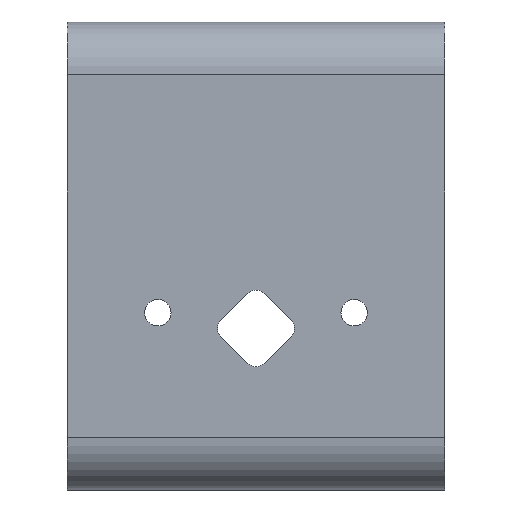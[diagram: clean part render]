
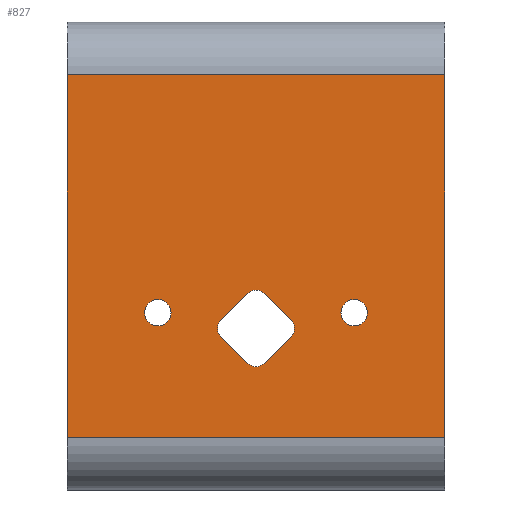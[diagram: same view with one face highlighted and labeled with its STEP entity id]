
A CAD part, front view. The second image highlights one B-rep face of the part: STEP entity #827.
In plain terms, the highlighted planar face has unit normal (0, -1, 0).
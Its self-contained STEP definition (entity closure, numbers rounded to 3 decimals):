
#11 = EDGE_CURVE ( 'NONE', #1013, #108, #91, .T. ) ;
#12 = CARTESIAN_POINT ( 'NONE',  ( 2.439, 77.67, 8.561 ) ) ;
#15 = DIRECTION ( 'NONE',  ( -1., 0., 0. ) ) ;
#17 = FACE_BOUND ( 'NONE', #215, .T. ) ;
#19 = CARTESIAN_POINT ( 'NONE',  ( -1.061, 77.67, -4.232 ) ) ;
#20 = ORIENTED_EDGE ( 'NONE', *, *, #845, .T. ) ;
#28 = EDGE_CURVE ( 'NONE', #259, #784, #1010, .T. ) ;
#34 = VERTEX_POINT ( 'NONE', #935 ) ;
#44 = CARTESIAN_POINT ( 'NONE',  ( -13., 77.67, 2.5 ) ) ;
#63 = LINE ( 'NONE', #709, #883 ) ;
#75 = CARTESIAN_POINT ( 'NONE',  ( -1.061, 77.67, 5.061 ) ) ;
#79 = CARTESIAN_POINT ( 'NONE',  ( 13., 77.67, 2.5 ) ) ;
#87 = CARTESIAN_POINT ( 'NONE',  ( -25., 77.67, -14. ) ) ;
#91 = CIRCLE ( 'NONE', #865, 1.75 ) ;
#102 = PLANE ( 'NONE',  #511 ) ;
#106 = DIRECTION ( 'NONE',  ( 0., 0., 1. ) ) ;
#108 = VERTEX_POINT ( 'NONE', #373 ) ;
#109 = DIRECTION ( 'NONE',  ( -0.707, 0., 0.707 ) ) ;
#116 = DIRECTION ( 'NONE',  ( 0., 0., 1. ) ) ;
#121 = DIRECTION ( 'NONE',  ( 0., 0., -1. ) ) ;
#127 = AXIS2_PLACEMENT_3D ( 'NONE', #470, #172, #803 ) ;
#129 = CIRCLE ( 'NONE', #227, 1.5 ) ;
#140 = ORIENTED_EDGE ( 'NONE', *, *, #28, .T. ) ;
#152 = VECTOR ( 'NONE', #250, 1000. ) ;
#162 = DIRECTION ( 'NONE',  ( 0., 0., -1. ) ) ;
#172 = DIRECTION ( 'NONE',  ( 0., -1., 0. ) ) ;
#176 = DIRECTION ( 'NONE',  ( 0., -1., 0. ) ) ;
#180 = ORIENTED_EDGE ( 'NONE', *, *, #11, .F. ) ;
#181 = CARTESIAN_POINT ( 'NONE',  ( -4.646, 77.67, -0.646 ) ) ;
#189 = CARTESIAN_POINT ( 'NONE',  ( 25., 77.67, -14. ) ) ;
#196 = FACE_BOUND ( 'NONE', #507, .T. ) ;
#199 = CIRCLE ( 'NONE', #881, 1.75 ) ;
#211 = AXIS2_PLACEMENT_3D ( 'NONE', #425, #986, #253 ) ;
#214 = ORIENTED_EDGE ( 'NONE', *, *, #998, .T. ) ;
#215 = EDGE_LOOP ( 'NONE', ( #613, #214, #333, #811, #493, #273, #524, #225, #20 ) ) ;
#225 = ORIENTED_EDGE ( 'NONE', *, *, #749, .T. ) ;
#227 = AXIS2_PLACEMENT_3D ( 'NONE', #351, #361, #595 ) ;
#235 = CARTESIAN_POINT ( 'NONE',  ( 1.061, 77.67, -4.232 ) ) ;
#241 = FACE_BOUND ( 'NONE', #496, .T. ) ;
#245 = ORIENTED_EDGE ( 'NONE', *, *, #787, .F. ) ;
#250 = DIRECTION ( 'NONE',  ( -0.707, 0., -0.707 ) ) ;
#253 = DIRECTION ( 'NONE',  ( 0., 0., 1. ) ) ;
#259 = VERTEX_POINT ( 'NONE', #400 ) ;
#261 = CARTESIAN_POINT ( 'NONE',  ( 25., 77.67, -14. ) ) ;
#273 = ORIENTED_EDGE ( 'NONE', *, *, #552, .T. ) ;
#289 = EDGE_CURVE ( 'NONE', #645, #655, #925, .T. ) ;
#295 = CARTESIAN_POINT ( 'NONE',  ( 0., 77.67, 5.5 ) ) ;
#299 = EDGE_CURVE ( 'NONE', #758, #646, #836, .T. ) ;
#305 = VERTEX_POINT ( 'NONE', #481 ) ;
#309 = VERTEX_POINT ( 'NONE', #87 ) ;
#333 = ORIENTED_EDGE ( 'NONE', *, *, #931, .T. ) ;
#339 = EDGE_CURVE ( 'NONE', #784, #309, #604, .T. ) ;
#343 = CIRCLE ( 'NONE', #211, 1.5 ) ;
#351 = CARTESIAN_POINT ( 'NONE',  ( 0., 77.67, 4. ) ) ;
#356 = EDGE_CURVE ( 'NONE', #467, #758, #934, .T. ) ;
#357 = ORIENTED_EDGE ( 'NONE', *, *, #475, .T. ) ;
#361 = DIRECTION ( 'NONE',  ( 0., 1., 0. ) ) ;
#363 = VECTOR ( 'NONE', #402, 1000. ) ;
#373 = CARTESIAN_POINT ( 'NONE',  ( 13., 77.67, 0.75 ) ) ;
#375 = VECTOR ( 'NONE', #547, 1000. ) ;
#377 = VERTEX_POINT ( 'NONE', #725 ) ;
#384 = EDGE_CURVE ( 'NONE', #377, #305, #199, .T. ) ;
#388 = EDGE_CURVE ( 'NONE', #34, #763, #625, .T. ) ;
#394 = VERTEX_POINT ( 'NONE', #261 ) ;
#400 = CARTESIAN_POINT ( 'NONE',  ( 25., 77.67, 34. ) ) ;
#402 = DIRECTION ( 'NONE',  ( 0.707, 0., -0.707 ) ) ;
#407 = DIRECTION ( 'NONE',  ( 0., 0., 1. ) ) ;
#409 = CARTESIAN_POINT ( 'NONE',  ( 16.854, 77.67, -22.146 ) ) ;
#412 = DIRECTION ( 'NONE',  ( 0., 0., 1. ) ) ;
#425 = CARTESIAN_POINT ( 'NONE',  ( 3.586, 77.67, 0.414 ) ) ;
#450 = FACE_OUTER_BOUND ( 'NONE', #902, .T. ) ;
#454 = ORIENTED_EDGE ( 'NONE', *, *, #802, .F. ) ;
#461 = VECTOR ( 'NONE', #162, 1000. ) ;
#463 = ORIENTED_EDGE ( 'NONE', *, *, #384, .T. ) ;
#467 = VERTEX_POINT ( 'NONE', #181 ) ;
#470 = CARTESIAN_POINT ( 'NONE',  ( 13., 77.67, 2.5 ) ) ;
#474 = LINE ( 'NONE', #891, #363 ) ;
#475 = EDGE_CURVE ( 'NONE', #305, #377, #970, .T. ) ;
#481 = CARTESIAN_POINT ( 'NONE',  ( -13., 77.67, 4.25 ) ) ;
#483 = AXIS2_PLACEMENT_3D ( 'NONE', #44, #675, #761 ) ;
#485 = CARTESIAN_POINT ( 'NONE',  ( 4.646, 77.67, 1.475 ) ) ;
#489 = AXIS2_PLACEMENT_3D ( 'NONE', #521, #750, #501 ) ;
#493 = ORIENTED_EDGE ( 'NONE', *, *, #299, .T. ) ;
#496 = EDGE_LOOP ( 'NONE', ( #245, #180 ) ) ;
#501 = DIRECTION ( 'NONE',  ( 0., 0., 1. ) ) ;
#507 = EDGE_LOOP ( 'NONE', ( #463, #357 ) ) ;
#511 = AXIS2_PLACEMENT_3D ( 'NONE', #189, #581, #116 ) ;
#514 = CARTESIAN_POINT ( 'NONE',  ( 25., 77.67, -14. ) ) ;
#521 = CARTESIAN_POINT ( 'NONE',  ( 0., 77.67, -3.172 ) ) ;
#524 = ORIENTED_EDGE ( 'NONE', *, *, #289, .T. ) ;
#527 = ORIENTED_EDGE ( 'NONE', *, *, #339, .T. ) ;
#540 = CARTESIAN_POINT ( 'NONE',  ( 1.061, 77.67, 5.061 ) ) ;
#542 = ORIENTED_EDGE ( 'NONE', *, *, #575, .F. ) ;
#547 = DIRECTION ( 'NONE',  ( -1., 0., 0. ) ) ;
#552 = EDGE_CURVE ( 'NONE', #646, #645, #129, .T. ) ;
#553 = CARTESIAN_POINT ( 'NONE',  ( -25., 77.67, -14. ) ) ;
#574 = DIRECTION ( 'NONE',  ( 0., 1., 0. ) ) ;
#575 = EDGE_CURVE ( 'NONE', #259, #394, #894, .T. ) ;
#576 = CARTESIAN_POINT ( 'NONE',  ( -13., 77.67, 2.5 ) ) ;
#579 = CARTESIAN_POINT ( 'NONE',  ( -3.586, 77.67, 0.414 ) ) ;
#581 = DIRECTION ( 'NONE',  ( 0., 1., 0. ) ) ;
#585 = DIRECTION ( 'NONE',  ( 0., 1., 0. ) ) ;
#595 = DIRECTION ( 'NONE',  ( 0., 0., 1. ) ) ;
#604 = LINE ( 'NONE', #553, #461 ) ;
#613 = ORIENTED_EDGE ( 'NONE', *, *, #388, .T. ) ;
#622 = LINE ( 'NONE', #409, #909 ) ;
#625 = LINE ( 'NONE', #979, #152 ) ;
#626 = CARTESIAN_POINT ( 'NONE',  ( -4.646, 77.67, 1.475 ) ) ;
#632 = DIRECTION ( 'NONE',  ( 0.707, 0., 0.707 ) ) ;
#645 = VERTEX_POINT ( 'NONE', #295 ) ;
#646 = VERTEX_POINT ( 'NONE', #75 ) ;
#655 = VERTEX_POINT ( 'NONE', #540 ) ;
#675 = DIRECTION ( 'NONE',  ( 0., 1., 0. ) ) ;
#680 = VECTOR ( 'NONE', #121, 1000. ) ;
#695 = AXIS2_PLACEMENT_3D ( 'NONE', #967, #877, #708 ) ;
#708 = DIRECTION ( 'NONE',  ( 0., 0., 1. ) ) ;
#709 = CARTESIAN_POINT ( 'NONE',  ( 25., 77.67, -14. ) ) ;
#721 = VERTEX_POINT ( 'NONE', #485 ) ;
#725 = CARTESIAN_POINT ( 'NONE',  ( -13., 77.67, 0.75 ) ) ;
#741 = CIRCLE ( 'NONE', #127, 1.75 ) ;
#749 = EDGE_CURVE ( 'NONE', #655, #721, #474, .T. ) ;
#750 = DIRECTION ( 'NONE',  ( 0., 1., 0. ) ) ;
#758 = VERTEX_POINT ( 'NONE', #626 ) ;
#761 = DIRECTION ( 'NONE',  ( 0., 0., 1. ) ) ;
#763 = VERTEX_POINT ( 'NONE', #235 ) ;
#771 = VERTEX_POINT ( 'NONE', #19 ) ;
#784 = VERTEX_POINT ( 'NONE', #790 ) ;
#785 = CARTESIAN_POINT ( 'NONE',  ( 25., 77.67, 34. ) ) ;
#787 = EDGE_CURVE ( 'NONE', #108, #1013, #741, .T. ) ;
#790 = CARTESIAN_POINT ( 'NONE',  ( -25., 77.67, 34. ) ) ;
#802 = EDGE_CURVE ( 'NONE', #394, #309, #63, .T. ) ;
#803 = DIRECTION ( 'NONE',  ( 0., 0., 1. ) ) ;
#811 = ORIENTED_EDGE ( 'NONE', *, *, #356, .T. ) ;
#820 = AXIS2_PLACEMENT_3D ( 'NONE', #579, #585, #412 ) ;
#827 = ADVANCED_FACE ( 'NONE', ( #17, #241, #196, #450 ), #102, .F. ) ;
#836 = LINE ( 'NONE', #12, #898 ) ;
#839 = CARTESIAN_POINT ( 'NONE',  ( 13., 77.67, 4.25 ) ) ;
#845 = EDGE_CURVE ( 'NONE', #721, #34, #343, .T. ) ;
#865 = AXIS2_PLACEMENT_3D ( 'NONE', #79, #176, #407 ) ;
#877 = DIRECTION ( 'NONE',  ( 0., 1., 0. ) ) ;
#881 = AXIS2_PLACEMENT_3D ( 'NONE', #576, #574, #106 ) ;
#883 = VECTOR ( 'NONE', #15, 1000. ) ;
#891 = CARTESIAN_POINT ( 'NONE',  ( 22.561, 77.67, -16.439 ) ) ;
#894 = LINE ( 'NONE', #514, #680 ) ;
#898 = VECTOR ( 'NONE', #632, 1000. ) ;
#902 = EDGE_LOOP ( 'NONE', ( #527, #454, #542, #140 ) ) ;
#909 = VECTOR ( 'NONE', #109, 1000. ) ;
#925 = CIRCLE ( 'NONE', #695, 1.5 ) ;
#931 = EDGE_CURVE ( 'NONE', #771, #467, #622, .T. ) ;
#932 = CIRCLE ( 'NONE', #489, 1.5 ) ;
#934 = CIRCLE ( 'NONE', #820, 1.5 ) ;
#935 = CARTESIAN_POINT ( 'NONE',  ( 4.646, 77.67, -0.646 ) ) ;
#967 = CARTESIAN_POINT ( 'NONE',  ( 0., 77.67, 4. ) ) ;
#970 = CIRCLE ( 'NONE', #483, 1.75 ) ;
#979 = CARTESIAN_POINT ( 'NONE',  ( 8.146, 77.67, 2.854 ) ) ;
#986 = DIRECTION ( 'NONE',  ( 0., 1., 0. ) ) ;
#998 = EDGE_CURVE ( 'NONE', #763, #771, #932, .T. ) ;
#1010 = LINE ( 'NONE', #785, #375 ) ;
#1013 = VERTEX_POINT ( 'NONE', #839 ) ;
